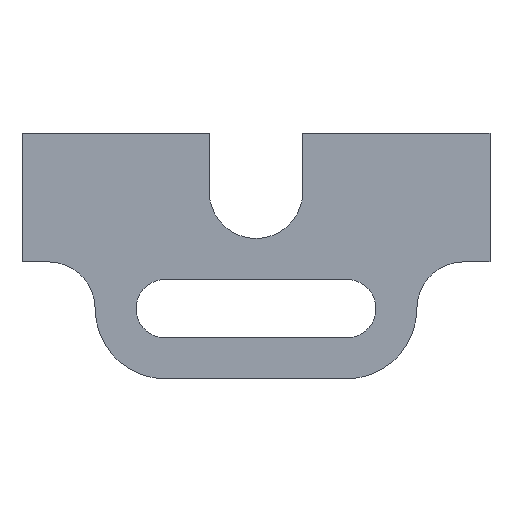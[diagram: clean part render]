
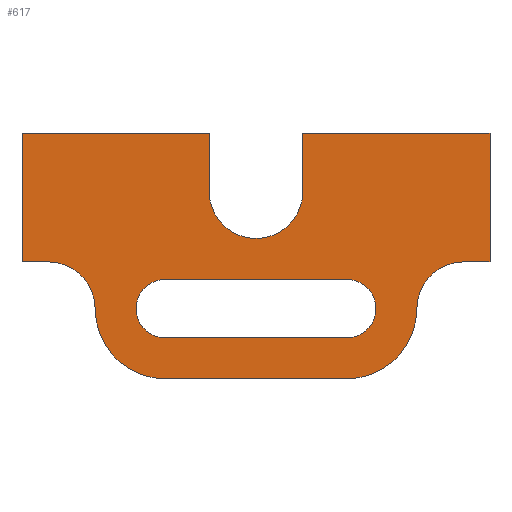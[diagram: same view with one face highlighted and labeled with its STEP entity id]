
A CAD part, front view. The second image highlights one B-rep face of the part: STEP entity #617.
In plain terms, the highlighted planar face has unit normal (0, -1, 0).
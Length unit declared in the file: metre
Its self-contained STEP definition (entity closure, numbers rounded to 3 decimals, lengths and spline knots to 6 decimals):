
#51=LINE('',#950,#107);
#56=LINE('',#964,#112);
#59=LINE('',#973,#115);
#63=LINE('',#983,#119);
#65=LINE('',#987,#121);
#69=LINE('',#999,#125);
#73=LINE('',#1011,#129);
#77=LINE('',#1019,#133);
#80=LINE('',#1028,#136);
#81=LINE('',#1032,#137);
#82=LINE('',#1034,#138);
#107=VECTOR('',#751,1.);
#112=VECTOR('',#766,1.);
#115=VECTOR('',#773,1.);
#119=VECTOR('',#783,1.);
#121=VECTOR('',#787,1.);
#125=VECTOR('',#801,1.);
#129=VECTOR('',#815,1.);
#133=VECTOR('',#821,1.);
#136=VECTOR('',#830,1.);
#137=VECTOR('',#835,1.);
#138=VECTOR('',#838,1.);
#251=ORIENTED_EDGE('',*,*,#347,.F.);
#252=ORIENTED_EDGE('',*,*,#350,.F.);
#253=ORIENTED_EDGE('',*,*,#354,.T.);
#254=ORIENTED_EDGE('',*,*,#360,.T.);
#255=ORIENTED_EDGE('',*,*,#362,.T.);
#256=ORIENTED_EDGE('',*,*,#364,.F.);
#257=ORIENTED_EDGE('',*,*,#366,.T.);
#258=ORIENTED_EDGE('',*,*,#368,.T.);
#259=ORIENTED_EDGE('',*,*,#370,.F.);
#260=ORIENTED_EDGE('',*,*,#372,.T.);
#261=ORIENTED_EDGE('',*,*,#374,.F.);
#262=ORIENTED_EDGE('',*,*,#378,.F.);
#263=ORIENTED_EDGE('',*,*,#383,.F.);
#264=ORIENTED_EDGE('',*,*,#385,.T.);
#265=ORIENTED_EDGE('',*,*,#340,.F.);
#266=ORIENTED_EDGE('',*,*,#343,.T.);
#267=ORIENTED_EDGE('',*,*,#345,.T.);
#268=ORIENTED_EDGE('',*,*,#386,.T.);
#340=EDGE_CURVE('',#425,#426,#470,.T.);
#343=EDGE_CURVE('',#425,#427,#51,.T.);
#345=EDGE_CURVE('',#427,#428,#471,.T.);
#347=EDGE_CURVE('',#429,#430,#472,.T.);
#350=EDGE_CURVE('',#431,#429,#56,.T.);
#354=EDGE_CURVE('',#431,#435,#59,.T.);
#360=EDGE_CURVE('',#435,#438,#63,.T.);
#362=EDGE_CURVE('',#438,#439,#65,.T.);
#364=EDGE_CURVE('',#440,#439,#476,.T.);
#366=EDGE_CURVE('',#440,#441,#477,.T.);
#368=EDGE_CURVE('',#441,#442,#69,.T.);
#370=EDGE_CURVE('',#443,#442,#478,.T.);
#372=EDGE_CURVE('',#443,#444,#479,.T.);
#374=EDGE_CURVE('',#445,#444,#73,.T.);
#378=EDGE_CURVE('',#448,#445,#77,.T.);
#383=EDGE_CURVE('',#451,#448,#80,.T.);
#385=EDGE_CURVE('',#451,#430,#81,.T.);
#386=EDGE_CURVE('',#428,#426,#82,.T.);
#425=VERTEX_POINT('',#943);
#426=VERTEX_POINT('',#945);
#427=VERTEX_POINT('',#949);
#428=VERTEX_POINT('',#953);
#429=VERTEX_POINT('',#957);
#430=VERTEX_POINT('',#959);
#431=VERTEX_POINT('',#963);
#435=VERTEX_POINT('',#972);
#438=VERTEX_POINT('',#982);
#439=VERTEX_POINT('',#986);
#440=VERTEX_POINT('',#990);
#441=VERTEX_POINT('',#994);
#442=VERTEX_POINT('',#998);
#443=VERTEX_POINT('',#1002);
#444=VERTEX_POINT('',#1006);
#445=VERTEX_POINT('',#1010);
#448=VERTEX_POINT('',#1018);
#451=VERTEX_POINT('',#1027);
#470=CIRCLE('',#654,0.005);
#471=CIRCLE('',#657,0.005);
#472=CIRCLE('',#659,0.008);
#476=CIRCLE('',#668,0.008);
#477=CIRCLE('',#670,0.012);
#478=CIRCLE('',#673,0.012);
#479=CIRCLE('',#675,0.008);
#509=EDGE_LOOP('',(#251,#252,#253,#254,#255,#256,#257,#258,#259,#260,#261,
#262,#263,#264));
#510=EDGE_LOOP('',(#265,#266,#267,#268));
#555=FACE_BOUND('',#509,.T.);
#556=FACE_BOUND('',#510,.T.);
#591=PLANE('',#684);
#617=ADVANCED_FACE('',(#555,#556),#591,.T.);
#654=AXIS2_PLACEMENT_3D('',#944,#745,#746);
#657=AXIS2_PLACEMENT_3D('',#954,#755,#756);
#659=AXIS2_PLACEMENT_3D('',#958,#760,#761);
#668=AXIS2_PLACEMENT_3D('',#991,#791,#792);
#670=AXIS2_PLACEMENT_3D('',#995,#796,#797);
#673=AXIS2_PLACEMENT_3D('',#1003,#805,#806);
#675=AXIS2_PLACEMENT_3D('',#1007,#810,#811);
#684=AXIS2_PLACEMENT_3D('',#1035,#839,#840);
#745=DIRECTION('',(0.,-1.,0.));
#746=DIRECTION('',(0.,0.,-1.));
#751=DIRECTION('',(1.,0.,0.));
#755=DIRECTION('',(0.,1.,0.));
#756=DIRECTION('',(0.,0.,-1.));
#760=DIRECTION('',(0.,-1.,0.));
#761=DIRECTION('',(0.,0.,-1.));
#766=DIRECTION('',(0.,0.,-1.));
#773=DIRECTION('',(-1.,0.,0.));
#783=DIRECTION('',(0.,0.,-1.));
#787=DIRECTION('',(1.,0.,0.));
#791=DIRECTION('',(0.,-1.,0.));
#792=DIRECTION('',(0.,0.,-1.));
#796=DIRECTION('',(0.,-1.,0.));
#797=DIRECTION('',(0.,0.,-1.));
#801=DIRECTION('',(1.,0.,0.));
#805=DIRECTION('',(0.,1.,0.));
#806=DIRECTION('',(0.,0.,-1.));
#810=DIRECTION('',(0.,1.,0.));
#811=DIRECTION('',(0.,0.,-1.));
#815=DIRECTION('',(-1.,0.,0.));
#821=DIRECTION('',(0.,0.,-1.));
#830=DIRECTION('',(1.,0.,0.));
#835=DIRECTION('',(0.,0.,-1.));
#838=DIRECTION('',(-1.,0.,0.));
#839=DIRECTION('',(0.,-1.,0.));
#840=DIRECTION('',(1.,0.,0.));
#943=CARTESIAN_POINT('',(-0.0155,-0.014,-0.025));
#944=CARTESIAN_POINT('',(-0.0155,-0.014,-0.03));
#945=CARTESIAN_POINT('',(-0.0155,-0.014,-0.035));
#949=CARTESIAN_POINT('',(0.0155,-0.014,-0.025));
#950=CARTESIAN_POINT('',(-0.00775,-0.014,-0.025));
#953=CARTESIAN_POINT('',(0.0155,-0.014,-0.035));
#954=CARTESIAN_POINT('',(0.0155,-0.014,-0.03));
#957=CARTESIAN_POINT('',(-0.008,-0.014,-0.01));
#958=CARTESIAN_POINT('',(0.,-0.014,-0.01));
#959=CARTESIAN_POINT('',(0.008,-0.014,-0.01));
#963=CARTESIAN_POINT('',(-0.008,-0.014,0.));
#964=CARTESIAN_POINT('',(-0.008,-0.014,-0.005));
#972=CARTESIAN_POINT('',(-0.04,-0.014,0.));
#973=CARTESIAN_POINT('',(-0.024,-0.014,0.));
#982=CARTESIAN_POINT('',(-0.04,-0.014,-0.022));
#983=CARTESIAN_POINT('',(-0.04,-0.014,-0.011));
#986=CARTESIAN_POINT('',(-0.0355,-0.014,-0.022));
#987=CARTESIAN_POINT('',(-0.03775,-0.014,-0.022));
#990=CARTESIAN_POINT('',(-0.0275,-0.014,-0.03));
#991=CARTESIAN_POINT('',(-0.0355,-0.014,-0.03));
#994=CARTESIAN_POINT('',(-0.0155,-0.014,-0.042));
#995=CARTESIAN_POINT('',(-0.0155,-0.014,-0.03));
#998=CARTESIAN_POINT('',(0.0155,-0.014,-0.042));
#999=CARTESIAN_POINT('',(0.,-0.014,-0.042));
#1002=CARTESIAN_POINT('',(0.0275,-0.014,-0.03));
#1003=CARTESIAN_POINT('',(0.0155,-0.014,-0.03));
#1006=CARTESIAN_POINT('',(0.0355,-0.014,-0.022));
#1007=CARTESIAN_POINT('',(0.0355,-0.014,-0.03));
#1010=CARTESIAN_POINT('',(0.04,-0.014,-0.022));
#1011=CARTESIAN_POINT('',(0.03775,-0.014,-0.022));
#1018=CARTESIAN_POINT('',(0.04,-0.014,0.));
#1019=CARTESIAN_POINT('',(0.04,-0.014,-0.011));
#1027=CARTESIAN_POINT('',(0.008,-0.014,0.));
#1028=CARTESIAN_POINT('',(0.024,-0.014,0.));
#1032=CARTESIAN_POINT('',(0.008,-0.014,-0.005));
#1034=CARTESIAN_POINT('',(0.00775,-0.014,-0.035));
#1035=CARTESIAN_POINT('',(0.,-0.014,-0.021));
